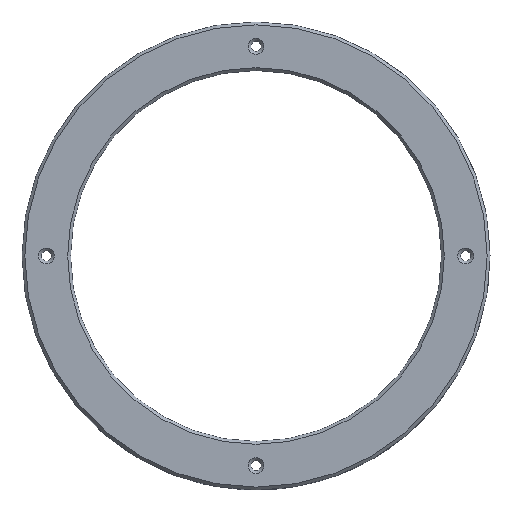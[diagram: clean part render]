
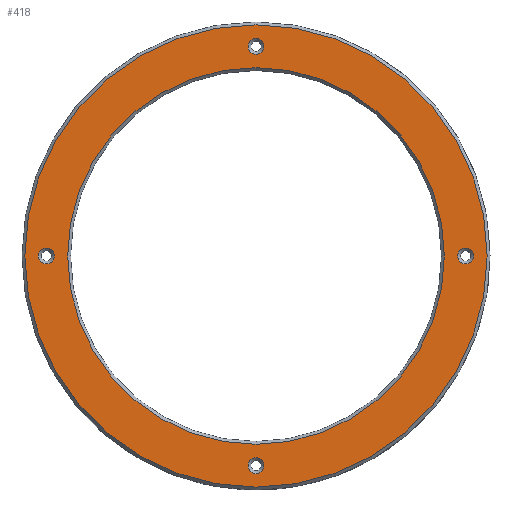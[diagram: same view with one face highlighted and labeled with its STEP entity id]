
A CAD part, top view. The second image highlights one B-rep face of the part: STEP entity #418.
In plain terms, the highlighted planar face has unit normal (0, 0, 1).
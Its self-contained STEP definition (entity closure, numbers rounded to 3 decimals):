
#113=ORIENTED_EDGE('',*,*,#192,.T.);
#114=ORIENTED_EDGE('',*,*,#193,.T.);
#115=ORIENTED_EDGE('',*,*,#194,.T.);
#116=ORIENTED_EDGE('',*,*,#195,.T.);
#117=ORIENTED_EDGE('',*,*,#196,.T.);
#118=ORIENTED_EDGE('',*,*,#197,.T.);
#192=EDGE_CURVE('',#235,#235,#270,.F.);
#193=EDGE_CURVE('',#236,#236,#271,.T.);
#194=EDGE_CURVE('',#237,#237,#272,.T.);
#195=EDGE_CURVE('',#238,#238,#273,.T.);
#196=EDGE_CURVE('',#239,#239,#274,.T.);
#197=EDGE_CURVE('',#240,#240,#275,.T.);
#235=VERTEX_POINT('',#734);
#236=VERTEX_POINT('',#736);
#237=VERTEX_POINT('',#738);
#238=VERTEX_POINT('',#740);
#239=VERTEX_POINT('',#742);
#240=VERTEX_POINT('',#744);
#270=CIRCLE('',#489,40.5);
#271=CIRCLE('',#490,33.);
#272=CIRCLE('',#491,1.4);
#273=CIRCLE('',#492,1.4);
#274=CIRCLE('',#493,1.4);
#275=CIRCLE('',#494,1.4);
#303=EDGE_LOOP('',(#113));
#304=EDGE_LOOP('',(#114));
#305=EDGE_LOOP('',(#115));
#306=EDGE_LOOP('',(#116));
#307=EDGE_LOOP('',(#117));
#308=EDGE_LOOP('',(#118));
#361=FACE_BOUND('',#303,.T.);
#362=FACE_BOUND('',#304,.T.);
#363=FACE_BOUND('',#305,.T.);
#364=FACE_BOUND('',#306,.T.);
#365=FACE_BOUND('',#307,.T.);
#366=FACE_BOUND('',#308,.T.);
#402=PLANE('',#488);
#418=ADVANCED_FACE('',(#361,#362,#363,#364,#365,#366),#402,.F.);
#488=AXIS2_PLACEMENT_3D('',#732,#603,#604);
#489=AXIS2_PLACEMENT_3D('',#733,#605,#606);
#490=AXIS2_PLACEMENT_3D('',#735,#607,#608);
#491=AXIS2_PLACEMENT_3D('',#737,#609,#610);
#492=AXIS2_PLACEMENT_3D('',#739,#611,#612);
#493=AXIS2_PLACEMENT_3D('',#741,#613,#614);
#494=AXIS2_PLACEMENT_3D('',#743,#615,#616);
#603=DIRECTION('',(0.,0.,-1.));
#604=DIRECTION('',(0.,1.,0.));
#605=DIRECTION('',(0.,0.,-1.));
#606=DIRECTION('',(0.,1.,0.));
#607=DIRECTION('',(0.,0.,-1.));
#608=DIRECTION('',(0.,1.,0.));
#609=DIRECTION('',(0.,0.,-1.));
#610=DIRECTION('',(0.,1.,0.));
#611=DIRECTION('',(0.,0.,-1.));
#612=DIRECTION('',(0.,1.,0.));
#613=DIRECTION('',(0.,0.,-1.));
#614=DIRECTION('',(0.,1.,0.));
#615=DIRECTION('',(0.,0.,-1.));
#616=DIRECTION('',(0.,1.,0.));
#732=CARTESIAN_POINT('',(0.,0.,0.));
#733=CARTESIAN_POINT('',(0.,0.,0.));
#734=CARTESIAN_POINT('',(0.,40.5,0.));
#735=CARTESIAN_POINT('',(0.,0.,0.));
#736=CARTESIAN_POINT('',(0.,33.,0.));
#737=CARTESIAN_POINT('',(-36.725,0.,0.));
#738=CARTESIAN_POINT('',(-36.725,1.4,0.));
#739=CARTESIAN_POINT('',(0.,36.725,0.));
#740=CARTESIAN_POINT('',(0.,38.125,0.));
#741=CARTESIAN_POINT('',(36.725,0.,0.));
#742=CARTESIAN_POINT('',(36.725,1.4,0.));
#743=CARTESIAN_POINT('',(0.,-36.725,0.));
#744=CARTESIAN_POINT('',(0.,-35.325,0.));
